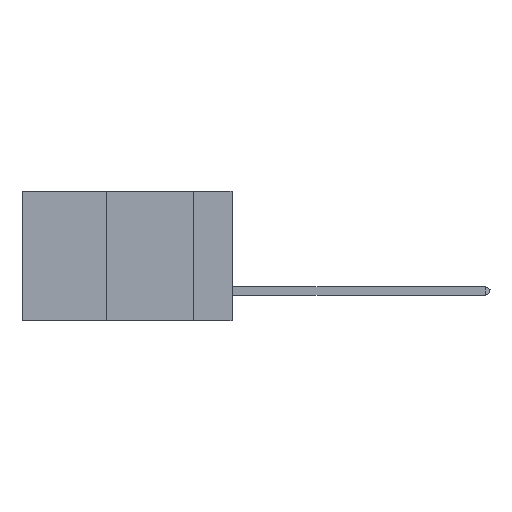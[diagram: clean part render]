
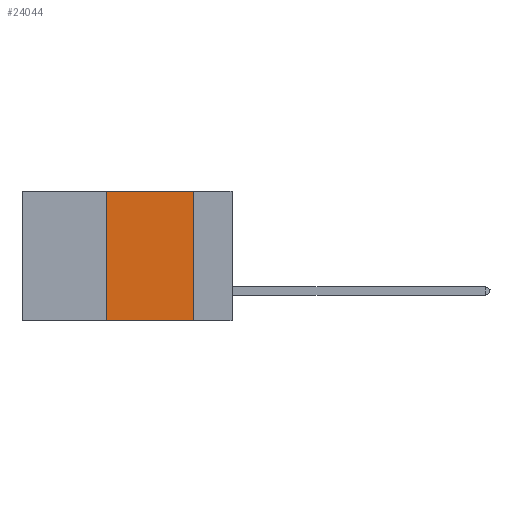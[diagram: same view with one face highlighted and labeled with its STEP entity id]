
A CAD part, left-side view. The second image highlights one B-rep face of the part: STEP entity #24044.
In plain terms, the highlighted planar face has unit normal (-1, 0, 0).
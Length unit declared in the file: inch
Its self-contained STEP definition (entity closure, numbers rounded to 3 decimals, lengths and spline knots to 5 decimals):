
#57 = DIRECTION ( 'NONE',  ( 0., 0., -1. ) ) ;
#436 = CARTESIAN_POINT ( 'NONE',  ( 0., 0.11, 0. ) ) ;
#1558 = EDGE_CURVE ( 'NONE', #3653, #22067, #18552, .T. ) ;
#3450 = CARTESIAN_POINT ( 'NONE',  ( 0., 0.11, 0. ) ) ;
#3653 = VERTEX_POINT ( 'NONE', #436 ) ;
#3799 = CARTESIAN_POINT ( 'NONE',  ( 0., 0.36, 0. ) ) ;
#4154 = CARTESIAN_POINT ( 'NONE',  ( 0., 0.6, -0.37 ) ) ;
#4524 = LINE ( 'NONE', #9547, #11482 ) ;
#4990 = VERTEX_POINT ( 'NONE', #9050 ) ;
#5070 = VERTEX_POINT ( 'NONE', #19464 ) ;
#6452 = FACE_OUTER_BOUND ( 'NONE', #18035, .T. ) ;
#6517 = CARTESIAN_POINT ( 'NONE',  ( 0., 0.11, -0.37 ) ) ;
#7100 = DIRECTION ( 'NONE',  ( 1., 0., 0. ) ) ;
#8581 = ORIENTED_EDGE ( 'NONE', *, *, #21900, .F. ) ;
#9050 = CARTESIAN_POINT ( 'NONE',  ( 0., 0.36, -0.37 ) ) ;
#9547 = CARTESIAN_POINT ( 'NONE',  ( 0., 0.6, 0. ) ) ;
#9888 = DIRECTION ( 'NONE',  ( 0., 0., 1. ) ) ;
#10915 = ORIENTED_EDGE ( 'NONE', *, *, #20173, .F. ) ;
#11153 = PLANE ( 'NONE',  #22964 ) ;
#11482 = VECTOR ( 'NONE', #23454, 39.37008 ) ;
#13540 = LINE ( 'NONE', #3799, #22996 ) ;
#15046 = EDGE_CURVE ( 'NONE', #4990, #22067, #17906, .T. ) ;
#16336 = VECTOR ( 'NONE', #57, 39.37008 ) ;
#17268 = VECTOR ( 'NONE', #19950, 39.37008 ) ;
#17906 = LINE ( 'NONE', #4154, #17268 ) ;
#18035 = EDGE_LOOP ( 'NONE', ( #21908, #10915, #8581, #23839 ) ) ;
#18552 = LINE ( 'NONE', #3450, #16336 ) ;
#19105 = DIRECTION ( 'NONE',  ( 0., 0., -1. ) ) ;
#19464 = CARTESIAN_POINT ( 'NONE',  ( 0., 0.36, 0. ) ) ;
#19950 = DIRECTION ( 'NONE',  ( 0., -1., 0. ) ) ;
#20173 = EDGE_CURVE ( 'NONE', #5070, #3653, #4524, .T. ) ;
#21098 = CARTESIAN_POINT ( 'NONE',  ( 0., 0.6, 0. ) ) ;
#21900 = EDGE_CURVE ( 'NONE', #4990, #5070, #13540, .T. ) ;
#21908 = ORIENTED_EDGE ( 'NONE', *, *, #1558, .F. ) ;
#22067 = VERTEX_POINT ( 'NONE', #6517 ) ;
#22964 = AXIS2_PLACEMENT_3D ( 'NONE', #21098, #7100, #19105 ) ;
#22996 = VECTOR ( 'NONE', #9888, 39.37008 ) ;
#23454 = DIRECTION ( 'NONE',  ( 0., -1., 0. ) ) ;
#23839 = ORIENTED_EDGE ( 'NONE', *, *, #15046, .T. ) ;
#24044 = ADVANCED_FACE ( 'NONE', ( #6452 ), #11153, .F. ) ;
